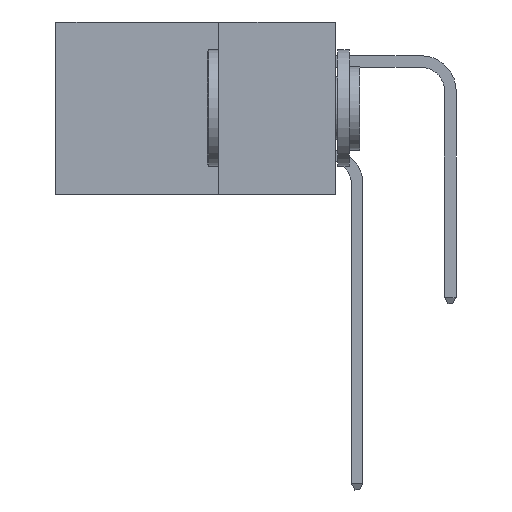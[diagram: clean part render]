
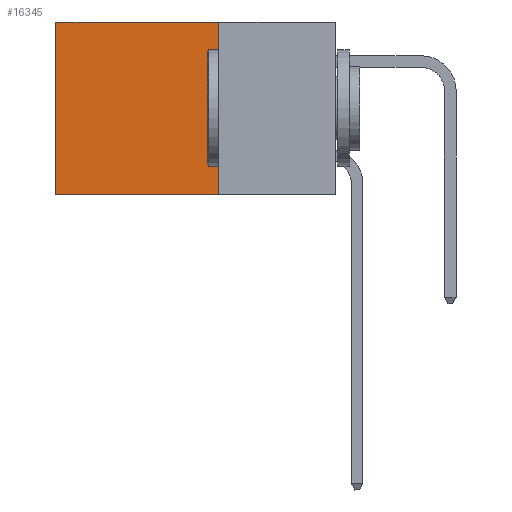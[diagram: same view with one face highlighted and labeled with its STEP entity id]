
A CAD part, left-side view. The second image highlights one B-rep face of the part: STEP entity #16345.
In plain terms, the highlighted planar face has unit normal (-1, 0, 0).
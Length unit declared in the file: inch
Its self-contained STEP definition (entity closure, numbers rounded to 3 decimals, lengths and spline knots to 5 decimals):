
#428 = VERTEX_POINT ( 'NONE', #12206 ) ;
#489 = ORIENTED_EDGE ( 'NONE', *, *, #16192, .F. ) ;
#565 = VERTEX_POINT ( 'NONE', #6582 ) ;
#757 = CARTESIAN_POINT ( 'NONE',  ( 0.2875, 0.25, -0.37 ) ) ;
#2269 = AXIS2_PLACEMENT_3D ( 'NONE', #13498, #29227, #15826 ) ;
#4791 = LINE ( 'NONE', #26796, #28184 ) ;
#6147 = CARTESIAN_POINT ( 'NONE',  ( 0.2875, 0.25, 0. ) ) ;
#6582 = CARTESIAN_POINT ( 'NONE',  ( 0.2875, 0.6, 0. ) ) ;
#7393 = CARTESIAN_POINT ( 'NONE',  ( 0.2875, 0.25, 0. ) ) ;
#7906 = VECTOR ( 'NONE', #10743, 39.37008 ) ;
#9720 = DIRECTION ( 'NONE',  ( 0., 1., 0. ) ) ;
#9724 = FACE_OUTER_BOUND ( 'NONE', #12844, .T. ) ;
#10262 = ORIENTED_EDGE ( 'NONE', *, *, #28404, .T. ) ;
#10302 = VERTEX_POINT ( 'NONE', #26339 ) ;
#10743 = DIRECTION ( 'NONE',  ( 0., 0., -1. ) ) ;
#12206 = CARTESIAN_POINT ( 'NONE',  ( 0.2875, 0.6, -0.37 ) ) ;
#12844 = EDGE_LOOP ( 'NONE', ( #10262, #21137, #489, #13303 ) ) ;
#13303 = ORIENTED_EDGE ( 'NONE', *, *, #27604, .T. ) ;
#13498 = CARTESIAN_POINT ( 'NONE',  ( 0.2875, 0.25, 0. ) ) ;
#13822 = VERTEX_POINT ( 'NONE', #20856 ) ;
#14688 = EDGE_CURVE ( 'NONE', #13822, #428, #28489, .T. ) ;
#14841 = VECTOR ( 'NONE', #9720, 39.37008 ) ;
#15826 = DIRECTION ( 'NONE',  ( 0., 0., -1. ) ) ;
#16192 = EDGE_CURVE ( 'NONE', #10302, #13822, #20086, .T. ) ;
#16345 = ADVANCED_FACE ( 'NONE', ( #9724 ), #22559, .F. ) ;
#16608 = VECTOR ( 'NONE', #23680, 39.37008 ) ;
#17879 = DIRECTION ( 'NONE',  ( 0., 0., -1. ) ) ;
#20086 = LINE ( 'NONE', #6147, #7906 ) ;
#20856 = CARTESIAN_POINT ( 'NONE',  ( 0.2875, 0.25, -0.37 ) ) ;
#21137 = ORIENTED_EDGE ( 'NONE', *, *, #14688, .F. ) ;
#21623 = LINE ( 'NONE', #7393, #14841 ) ;
#22559 = PLANE ( 'NONE',  #2269 ) ;
#23680 = DIRECTION ( 'NONE',  ( 0., 1., 0. ) ) ;
#26339 = CARTESIAN_POINT ( 'NONE',  ( 0.2875, 0.25, 0. ) ) ;
#26796 = CARTESIAN_POINT ( 'NONE',  ( 0.2875, 0.6, 0. ) ) ;
#27604 = EDGE_CURVE ( 'NONE', #10302, #565, #21623, .T. ) ;
#28184 = VECTOR ( 'NONE', #17879, 39.37008 ) ;
#28404 = EDGE_CURVE ( 'NONE', #565, #428, #4791, .T. ) ;
#28489 = LINE ( 'NONE', #757, #16608 ) ;
#29227 = DIRECTION ( 'NONE',  ( 1., 0., 0. ) ) ;
